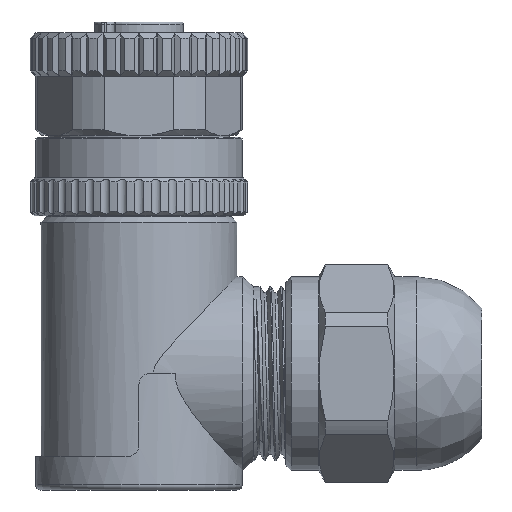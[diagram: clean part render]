
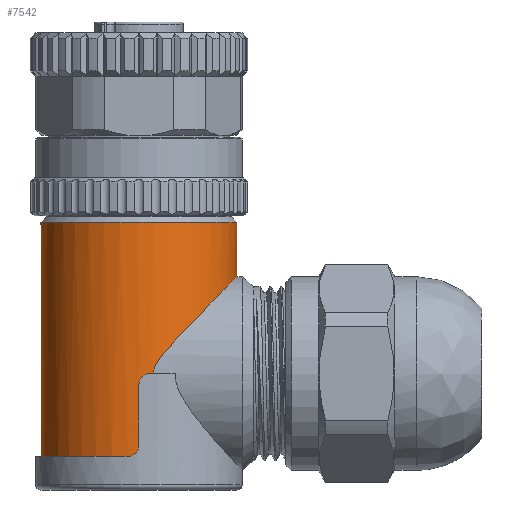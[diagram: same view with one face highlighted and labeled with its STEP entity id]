
A CAD part, left-side view. The second image highlights one B-rep face of the part: STEP entity #7542.
In plain terms, the highlighted cylindrical face has radius 9 mm (diameter 18 mm), a full revolution.
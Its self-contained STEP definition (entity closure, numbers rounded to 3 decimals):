
#387=CYLINDRICAL_SURFACE('',#9611,9.);
#728=LINE('',#21366,#1077);
#736=LINE('',#21451,#1085);
#1077=VECTOR('',#11691,1.);
#1085=VECTOR('',#11705,1.);
#1563=B_SPLINE_CURVE_WITH_KNOTS('',3,(#21347,#21348,#21349,#21350,#21351,
#21352,#21353,#21354,#21355,#21356,#21357,#21358,#21359,#21360,#21361,#21362),
 .UNSPECIFIED.,.F.,.F.,(4,1,1,1,1,1,1,1,1,1,1,1,1,4),(0.,0.077,
0.154,0.231,0.308,0.385,0.462,
0.538,0.615,0.692,0.769,0.846,
0.923,1.),.UNSPECIFIED.);
#1564=B_SPLINE_CURVE_WITH_KNOTS('',3,(#21375,#21376,#21377,#21378,#21379,
#21380,#21381,#21382,#21383,#21384,#21385,#21386,#21387,#21388,#21389,#21390),
 .UNSPECIFIED.,.F.,.F.,(4,1,1,1,1,1,1,1,1,1,1,1,1,4),(0.,0.077,
0.154,0.231,0.308,0.385,0.462,
0.538,0.615,0.692,0.769,0.846,
0.923,1.),.UNSPECIFIED.);
#1566=B_SPLINE_CURVE_WITH_KNOTS('',3,(#21408,#21409,#21410,#21411,#21412,
#21413,#21414,#21415,#21416,#21417,#21418,#21419,#21420,#21421,#21422,#21423),
 .UNSPECIFIED.,.F.,.F.,(4,1,1,1,1,1,1,1,1,1,1,1,1,4),(0.,0.077,
0.154,0.231,0.308,0.385,0.462,
0.538,0.615,0.692,0.769,0.846,
0.923,1.),.UNSPECIFIED.);
#1569=B_SPLINE_CURVE_WITH_KNOTS('',3,(#21472,#21473,#21474,#21475,#21476,
#21477,#21478,#21479,#21480,#21481,#21482,#21483,#21484,#21485,#21486,#21487),
 .UNSPECIFIED.,.F.,.F.,(4,1,1,1,1,1,1,1,1,1,1,1,1,4),(0.,0.077,
0.154,0.231,0.308,0.385,0.462,
0.538,0.615,0.692,0.769,0.846,
0.923,1.),.UNSPECIFIED.);
#1570=B_SPLINE_CURVE_WITH_KNOTS('',3,(#21498,#21499,#21500,#21501,#21502,
#21503,#21504,#21505,#21506,#21507,#21508,#21509,#21510,#21511,#21512,#21513,
#21514,#21515,#21516,#21517,#21518,#21519),.UNSPECIFIED.,.F.,.F.,(4,2,2,
2,2,2,2,2,2,2,4),(0.,0.062,0.125,0.25,0.375,0.5,0.625,0.75,
0.875,0.938,1.),.UNSPECIFIED.);
#2818=EDGE_LOOP('',(#5221));
#2819=EDGE_LOOP('',(#5222,#5223,#5224,#5225,#5226,#5227,#5228,#5229,#5230,
#5231));
#5221=ORIENTED_EDGE('',*,*,#6465,.F.);
#5222=ORIENTED_EDGE('',*,*,#6477,.T.);
#5223=ORIENTED_EDGE('',*,*,#6483,.F.);
#5224=ORIENTED_EDGE('',*,*,#6486,.T.);
#5225=ORIENTED_EDGE('',*,*,#6488,.T.);
#5226=ORIENTED_EDGE('',*,*,#6469,.T.);
#5227=ORIENTED_EDGE('',*,*,#6471,.T.);
#5228=ORIENTED_EDGE('',*,*,#6475,.T.);
#5229=ORIENTED_EDGE('',*,*,#6489,.T.);
#5230=ORIENTED_EDGE('',*,*,#6492,.F.);
#5231=ORIENTED_EDGE('',*,*,#6493,.F.);
#6465=EDGE_CURVE('',#8700,#8700,#6918,.T.);
#6469=EDGE_CURVE('',#8705,#8704,#1563,.T.);
#6471=EDGE_CURVE('',#8704,#8706,#728,.T.);
#6475=EDGE_CURVE('',#8706,#8708,#1564,.T.);
#6477=EDGE_CURVE('',#8710,#8711,#1566,.T.);
#6483=EDGE_CURVE('',#8715,#8711,#736,.T.);
#6486=EDGE_CURVE('',#8715,#8717,#1569,.T.);
#6488=EDGE_CURVE('',#8717,#8705,#6921,.T.);
#6489=EDGE_CURVE('',#8708,#8718,#6922,.T.);
#6492=EDGE_CURVE('',#8720,#8718,#1570,.T.);
#6493=EDGE_CURVE('',#8710,#8720,#6924,.T.);
#6918=CIRCLE('',#9594,9.);
#6921=CIRCLE('',#9605,9.);
#6922=CIRCLE('',#9607,9.);
#6924=CIRCLE('',#9610,9.);
#7542=ADVANCED_FACE('',(#7852,#7853),#387,.T.);
#7852=FACE_BOUND('',#2818,.T.);
#7853=FACE_BOUND('',#2819,.T.);
#8700=VERTEX_POINT('',#21322);
#8704=VERTEX_POINT('',#21346);
#8705=VERTEX_POINT('',#21363);
#8706=VERTEX_POINT('',#21367);
#8708=VERTEX_POINT('',#21373);
#8710=VERTEX_POINT('',#21424);
#8711=VERTEX_POINT('',#21425);
#8715=VERTEX_POINT('',#21450);
#8717=VERTEX_POINT('',#21471);
#8718=VERTEX_POINT('',#21493);
#8720=VERTEX_POINT('',#21520);
#9594=AXIS2_PLACEMENT_3D('',#21321,#11679,#11680);
#9605=AXIS2_PLACEMENT_3D('',#21490,#11713,#11714);
#9607=AXIS2_PLACEMENT_3D('',#21492,#11717,#11718);
#9610=AXIS2_PLACEMENT_3D('',#21521,#11724,#11725);
#9611=AXIS2_PLACEMENT_3D('',#21522,#11726,#11727);
#11679=DIRECTION('',(0.,0.,1.));
#11680=DIRECTION('',(0.,1.,0.));
#11691=DIRECTION('',(0.,0.,1.));
#11705=DIRECTION('',(0.,0.,1.));
#11713=DIRECTION('',(0.,0.,1.));
#11714=DIRECTION('',(0.994,0.111,0.));
#11717=DIRECTION('',(0.,0.,1.));
#11718=DIRECTION('',(-0.994,-0.111,0.));
#11724=DIRECTION('',(0.,0.,-1.));
#11725=DIRECTION('',(0.994,-0.111,0.));
#11726=DIRECTION('',(0.,0.,1.));
#11727=DIRECTION('',(0.,-1.,0.));
#21321=CARTESIAN_POINT('',(0.,0.,-18.4));
#21322=CARTESIAN_POINT('',(0.,9.,-18.4));
#21346=CARTESIAN_POINT('',(-9.,0.,-38.9));
#21347=CARTESIAN_POINT('',(-8.944,1.,-39.9));
#21348=CARTESIAN_POINT('',(-8.949,0.96,-39.9));
#21349=CARTESIAN_POINT('',(-8.957,0.88,-39.895));
#21350=CARTESIAN_POINT('',(-8.968,0.76,-39.873));
#21351=CARTESIAN_POINT('',(-8.977,0.645,-39.837));
#21352=CARTESIAN_POINT('',(-8.984,0.535,-39.788));
#21353=CARTESIAN_POINT('',(-8.99,0.431,-39.725));
#21354=CARTESIAN_POINT('',(-8.994,0.336,-39.651));
#21355=CARTESIAN_POINT('',(-8.997,0.251,-39.566));
#21356=CARTESIAN_POINT('',(-8.998,0.176,-39.47));
#21357=CARTESIAN_POINT('',(-8.999,0.112,-39.366));
#21358=CARTESIAN_POINT('',(-9.,0.063,-39.256));
#21359=CARTESIAN_POINT('',(-9.,0.027,-39.14));
#21360=CARTESIAN_POINT('',(-9.,0.005,-39.021));
#21361=CARTESIAN_POINT('',(-9.,0.,-38.94));
#21362=CARTESIAN_POINT('',(-9.,0.,-38.9));
#21363=CARTESIAN_POINT('',(-8.944,1.,-39.9));
#21366=CARTESIAN_POINT('',(-9.,0.,-38.9));
#21367=CARTESIAN_POINT('',(-9.,0.,-33.3));
#21373=CARTESIAN_POINT('',(-8.944,-1.,-32.3));
#21375=CARTESIAN_POINT('',(-9.,0.,-33.3));
#21376=CARTESIAN_POINT('',(-9.,0.,-33.26));
#21377=CARTESIAN_POINT('',(-9.,-0.005,-33.179));
#21378=CARTESIAN_POINT('',(-9.,-0.027,-33.059));
#21379=CARTESIAN_POINT('',(-9.,-0.063,-32.943));
#21380=CARTESIAN_POINT('',(-8.999,-0.113,-32.833));
#21381=CARTESIAN_POINT('',(-8.998,-0.176,-32.729));
#21382=CARTESIAN_POINT('',(-8.997,-0.251,-32.634));
#21383=CARTESIAN_POINT('',(-8.994,-0.336,-32.549));
#21384=CARTESIAN_POINT('',(-8.99,-0.431,-32.475));
#21385=CARTESIAN_POINT('',(-8.984,-0.535,-32.412));
#21386=CARTESIAN_POINT('',(-8.977,-0.644,-32.363));
#21387=CARTESIAN_POINT('',(-8.968,-0.76,-32.327));
#21388=CARTESIAN_POINT('',(-8.957,-0.879,-32.305));
#21389=CARTESIAN_POINT('',(-8.949,-0.96,-32.3));
#21390=CARTESIAN_POINT('',(-8.944,-1.,-32.3));
#21408=CARTESIAN_POINT('',(8.944,-1.,-32.3));
#21409=CARTESIAN_POINT('',(8.949,-0.96,-32.3));
#21410=CARTESIAN_POINT('',(8.957,-0.88,-32.305));
#21411=CARTESIAN_POINT('',(8.968,-0.76,-32.327));
#21412=CARTESIAN_POINT('',(8.977,-0.645,-32.363));
#21413=CARTESIAN_POINT('',(8.984,-0.535,-32.412));
#21414=CARTESIAN_POINT('',(8.99,-0.431,-32.475));
#21415=CARTESIAN_POINT('',(8.994,-0.336,-32.549));
#21416=CARTESIAN_POINT('',(8.997,-0.251,-32.634));
#21417=CARTESIAN_POINT('',(8.998,-0.176,-32.73));
#21418=CARTESIAN_POINT('',(8.999,-0.112,-32.834));
#21419=CARTESIAN_POINT('',(9.,-0.063,-32.944));
#21420=CARTESIAN_POINT('',(9.,-0.027,-33.06));
#21421=CARTESIAN_POINT('',(9.,-0.005,-33.179));
#21422=CARTESIAN_POINT('',(9.,0.,-33.26));
#21423=CARTESIAN_POINT('',(9.,0.,-33.3));
#21424=CARTESIAN_POINT('',(8.944,-1.,-32.3));
#21425=CARTESIAN_POINT('',(9.,0.,-33.3));
#21450=CARTESIAN_POINT('',(9.,0.,-38.9));
#21451=CARTESIAN_POINT('',(9.,0.,-38.9));
#21471=CARTESIAN_POINT('',(8.944,1.,-39.9));
#21472=CARTESIAN_POINT('',(9.,0.,-38.9));
#21473=CARTESIAN_POINT('',(9.,0.,-38.94));
#21474=CARTESIAN_POINT('',(9.,0.005,-39.021));
#21475=CARTESIAN_POINT('',(9.,0.027,-39.14));
#21476=CARTESIAN_POINT('',(9.,0.063,-39.256));
#21477=CARTESIAN_POINT('',(8.999,0.112,-39.366));
#21478=CARTESIAN_POINT('',(8.998,0.176,-39.47));
#21479=CARTESIAN_POINT('',(8.997,0.251,-39.566));
#21480=CARTESIAN_POINT('',(8.994,0.336,-39.651));
#21481=CARTESIAN_POINT('',(8.99,0.431,-39.725));
#21482=CARTESIAN_POINT('',(8.984,0.535,-39.788));
#21483=CARTESIAN_POINT('',(8.977,0.645,-39.837));
#21484=CARTESIAN_POINT('',(8.968,0.76,-39.873));
#21485=CARTESIAN_POINT('',(8.957,0.88,-39.895));
#21486=CARTESIAN_POINT('',(8.949,0.96,-39.9));
#21487=CARTESIAN_POINT('',(8.944,1.,-39.9));
#21490=CARTESIAN_POINT('',(0.,0.,-39.9));
#21492=CARTESIAN_POINT('',(0.,0.,-32.3));
#21493=CARTESIAN_POINT('',(-8.9,-1.338,-32.3));
#21498=CARTESIAN_POINT('',(8.9,-1.338,-32.3));
#21499=CARTESIAN_POINT('',(8.9,-1.338,-31.606));
#21500=CARTESIAN_POINT('',(8.826,-1.814,-31.035));
#21501=CARTESIAN_POINT('',(8.611,-2.653,-29.987));
#21502=CARTESIAN_POINT('',(8.464,-3.098,-29.501));
#21503=CARTESIAN_POINT('',(7.9,-4.417,-28.075));
#21504=CARTESIAN_POINT('',(7.352,-5.301,-27.168));
#21505=CARTESIAN_POINT('',(5.902,-6.879,-25.55));
#21506=CARTESIAN_POINT('',(4.972,-7.604,-24.814));
#21507=CARTESIAN_POINT('',(2.724,-8.667,-23.736));
#21508=CARTESIAN_POINT('',(1.397,-8.997,-23.403));
#21509=CARTESIAN_POINT('',(-1.355,-9.003,-23.397));
#21510=CARTESIAN_POINT('',(-2.684,-8.681,-23.722));
#21511=CARTESIAN_POINT('',(-4.947,-7.622,-24.796));
#21512=CARTESIAN_POINT('',(-5.875,-6.905,-25.523));
#21513=CARTESIAN_POINT('',(-7.356,-5.299,-27.17));
#21514=CARTESIAN_POINT('',(-7.891,-4.435,-28.056));
#21515=CARTESIAN_POINT('',(-8.461,-3.106,-29.491));
#21516=CARTESIAN_POINT('',(-8.61,-2.655,-29.985));
#21517=CARTESIAN_POINT('',(-8.826,-1.813,-31.036));
#21518=CARTESIAN_POINT('',(-8.9,-1.338,-31.609));
#21519=CARTESIAN_POINT('',(-8.9,-1.338,-32.3));
#21520=CARTESIAN_POINT('',(8.9,-1.338,-32.3));
#21521=CARTESIAN_POINT('',(0.,0.,-32.3));
#21522=CARTESIAN_POINT('',(0.,0.,-44.505));
